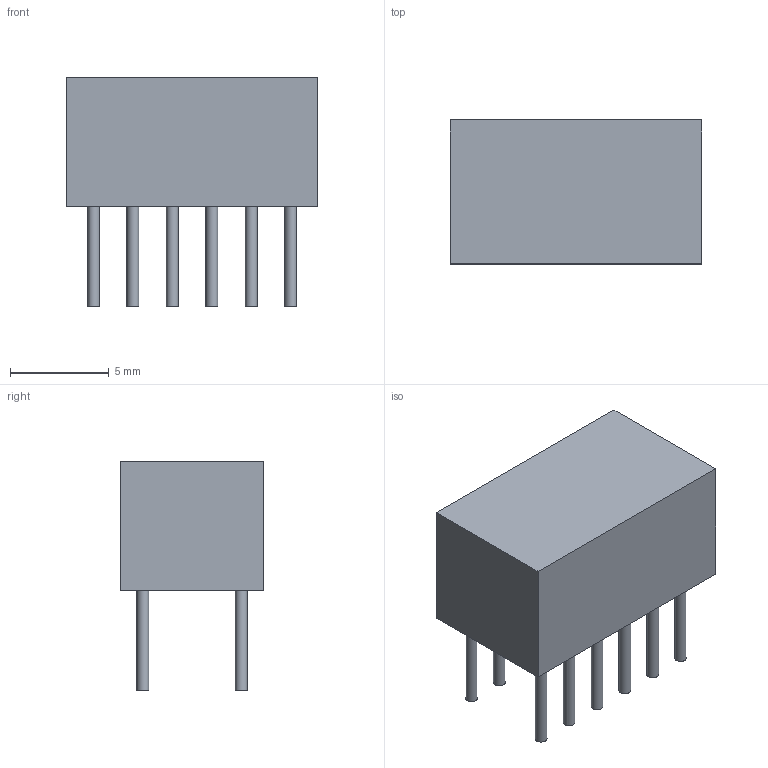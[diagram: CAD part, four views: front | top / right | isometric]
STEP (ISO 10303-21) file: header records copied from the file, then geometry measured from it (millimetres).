
FILE_DESCRIPTION(('FreeCAD Model'),'2;1');
FILE_NAME('15121281.1.2.stp','2021-09-15T11:51:14',( 'Author'),(''),'Open CASCADE STEP processor 6.9','FreeCAD','Unknown' );
FILE_SCHEMA(('AUTOMOTIVE_DESIGN { 1 0 10303 214 1 1 1 1 }'));
Length unit declared in the file: millimetre
Products named in the file (3): ASSEMBLY; Body; Leads
Assembly tree (2 placements, depth 2):
  ASSEMBLY
    Body
    Leads
Bounding box: 12.75 x 7.3 x 11.65 mm (x, y, z)
Volume: 626.9 mm3; surface area: 571 mm2
Topology: 13 solids, 13 shells, 42 faces, 48 edges, 32 vertices
Faces by surface type: plane 30, cylinder 12
Full cylindrical faces by diameter (mm): 0.6 x12
Entity records: 1583 total; most frequent: DIRECTION 258, CARTESIAN_POINT 221, ORIENTED_EDGE 96, LINE 96, VECTOR 96, PCURVE 96, DEFINITIONAL_REPRESENTATION 96, AXIS2_PLACEMENT_3D 69
